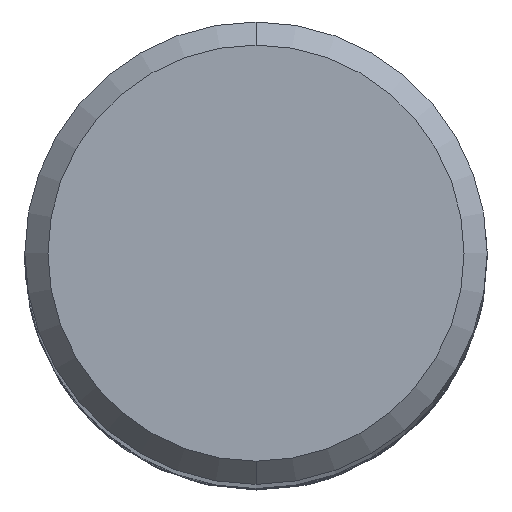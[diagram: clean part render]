
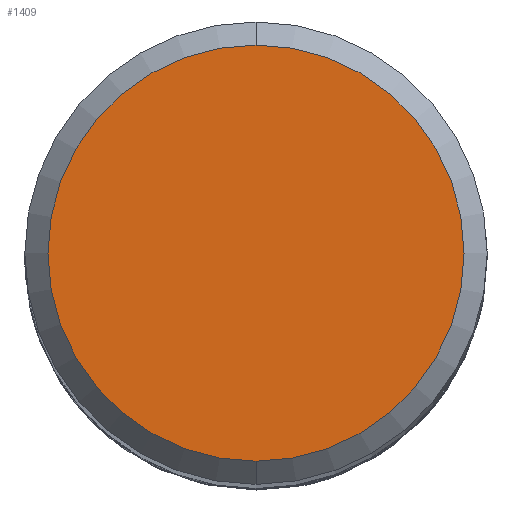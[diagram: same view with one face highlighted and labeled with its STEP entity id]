
A CAD part, top view. The second image highlights one B-rep face of the part: STEP entity #1409.
In plain terms, the highlighted planar face has unit normal (0, 0, 1).
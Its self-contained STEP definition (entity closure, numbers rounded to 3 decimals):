
#937=EDGE_CURVE('',#1385,#1547,#2121,.T.);
#1193=EDGE_CURVE('',#1547,#1385,#2402,.T.);
#1385=VERTEX_POINT('',#2610);
#1409=ADVANCED_FACE('',(#2635),#2636,.T.);
#1547=VERTEX_POINT('',#2784);
#2121=CIRCLE('',#6422,3.6);
#2402=CIRCLE('',#9948,3.6);
#2610=CARTESIAN_POINT('',(0.,-3.6,0.0));
#2635=FACE_OUTER_BOUND('',#12672,.T.);
#2636=PLANE('',#12673);
#2784=CARTESIAN_POINT('',(0.0,3.6,0.0));
#6422=AXIS2_PLACEMENT_3D('',#17253,#17254,#17255);
#9948=AXIS2_PLACEMENT_3D('',#17532,#17533,#17534);
#12672=EDGE_LOOP('',(#17716,#17717));
#12673=AXIS2_PLACEMENT_3D('',#17718,#17719,#17720);
#17253=CARTESIAN_POINT('',(0.0,0.0,0.0));
#17254=DIRECTION('',(0.0,0.0,-1.0));
#17255=DIRECTION('',(0.0,1.0,0.0));
#17532=CARTESIAN_POINT('',(0.0,0.0,0.0));
#17533=DIRECTION('',(0.0,0.0,-1.0));
#17534=DIRECTION('',(0.0,1.0,0.0));
#17716=ORIENTED_EDGE('',*,*,#1193,.F.);
#17717=ORIENTED_EDGE('',*,*,#937,.F.);
#17718=CARTESIAN_POINT('',(0.0,1.8,0.0));
#17719=DIRECTION('',(-0.0,0.0,1.0));
#17720=DIRECTION('',(0.0,-1.0,0.0));
